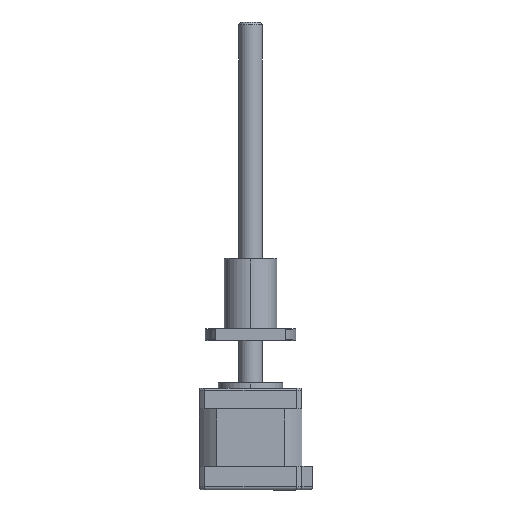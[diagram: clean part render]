
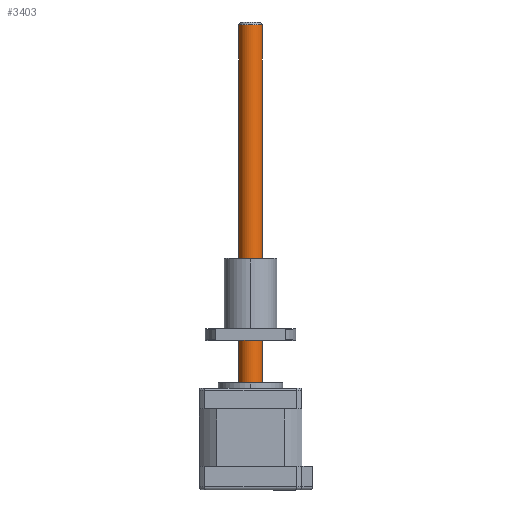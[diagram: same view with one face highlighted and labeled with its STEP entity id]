
A CAD part, top view. The second image highlights one B-rep face of the part: STEP entity #3403.
In plain terms, the highlighted cylindrical face has radius 4 mm (diameter 8 mm), a partial arc.
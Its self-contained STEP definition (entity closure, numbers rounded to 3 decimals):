
#1843 = EDGE_LOOP ( 'NONE', ( #3862, #21740, #36590, #5085 ) ) ;
#3403 = ADVANCED_FACE ( 'NONE', ( #30096 ), #9975, .T. ) ;
#3862 = ORIENTED_EDGE ( 'NONE', *, *, #40408, .F. ) ;
#4731 = CARTESIAN_POINT ( 'NONE',  ( -4.709, 139.993, 16.638 ) ) ;
#4956 = LINE ( 'NONE', #14626, #6570 ) ;
#5085 = ORIENTED_EDGE ( 'NONE', *, *, #32670, .F. ) ;
#5296 = VECTOR ( 'NONE', #43571, 1000. ) ;
#5297 = CARTESIAN_POINT ( 'NONE',  ( -4.709, 15.993, 16.638 ) ) ;
#6570 = VECTOR ( 'NONE', #42953, 1000. ) ;
#9975 = CYLINDRICAL_SURFACE ( 'NONE', #40158, 4. ) ;
#11344 = DIRECTION ( 'NONE',  ( 0., -1., 0. ) ) ;
#11613 = CARTESIAN_POINT ( 'NONE',  ( -8.709, 139.993, 16.638 ) ) ;
#11636 = AXIS2_PLACEMENT_3D ( 'NONE', #4731, #11344, #34830 ) ;
#13191 = LINE ( 'NONE', #23774, #5296 ) ;
#14626 = CARTESIAN_POINT ( 'NONE',  ( -8.709, 140.993, 16.638 ) ) ;
#17208 = DIRECTION ( 'NONE',  ( 0., -1., 0. ) ) ;
#21740 = ORIENTED_EDGE ( 'NONE', *, *, #28319, .T. ) ;
#21905 = DIRECTION ( 'NONE',  ( -1., 0., 0. ) ) ;
#22335 = VERTEX_POINT ( 'NONE', #35088 ) ;
#23535 = DIRECTION ( 'NONE',  ( -1., 0., 0. ) ) ;
#23774 = CARTESIAN_POINT ( 'NONE',  ( -0.709, 140.993, 16.638 ) ) ;
#27564 = CARTESIAN_POINT ( 'NONE',  ( -4.709, 140.993, 16.638 ) ) ;
#28319 = EDGE_CURVE ( 'NONE', #22335, #42632, #32177, .T. ) ;
#30096 = FACE_OUTER_BOUND ( 'NONE', #1843, .T. ) ;
#30512 = CARTESIAN_POINT ( 'NONE',  ( -0.709, 15.993, 16.638 ) ) ;
#32177 = CIRCLE ( 'NONE', #11636, 4. ) ;
#32441 = DIRECTION ( 'NONE',  ( 0., -1., 0. ) ) ;
#32670 = EDGE_CURVE ( 'NONE', #36357, #39871, #37537, .T. ) ;
#34830 = DIRECTION ( 'NONE',  ( 1., 0., 0. ) ) ;
#35088 = CARTESIAN_POINT ( 'NONE',  ( -0.709, 139.993, 16.638 ) ) ;
#35376 = CARTESIAN_POINT ( 'NONE',  ( -8.709, 15.993, 16.638 ) ) ;
#36357 = VERTEX_POINT ( 'NONE', #30512 ) ;
#36590 = ORIENTED_EDGE ( 'NONE', *, *, #38344, .T. ) ;
#37537 = CIRCLE ( 'NONE', #40397, 4. ) ;
#38344 = EDGE_CURVE ( 'NONE', #42632, #39871, #4956, .T. ) ;
#39871 = VERTEX_POINT ( 'NONE', #35376 ) ;
#40158 = AXIS2_PLACEMENT_3D ( 'NONE', #27564, #17208, #23535 ) ;
#40397 = AXIS2_PLACEMENT_3D ( 'NONE', #5297, #32441, #21905 ) ;
#40408 = EDGE_CURVE ( 'NONE', #22335, #36357, #13191, .T. ) ;
#42632 = VERTEX_POINT ( 'NONE', #11613 ) ;
#42953 = DIRECTION ( 'NONE',  ( 0., -1., 0. ) ) ;
#43571 = DIRECTION ( 'NONE',  ( 0., -1., 0. ) ) ;
